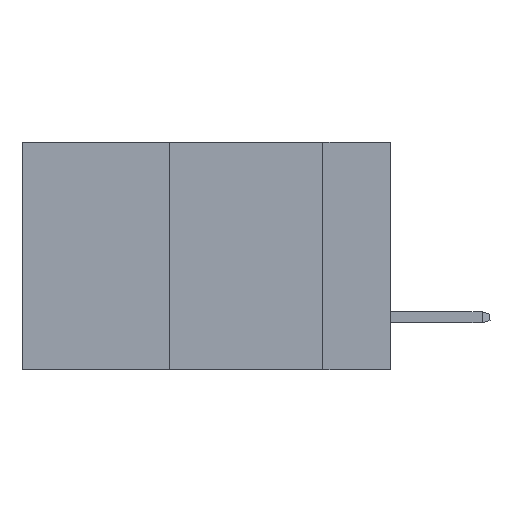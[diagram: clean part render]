
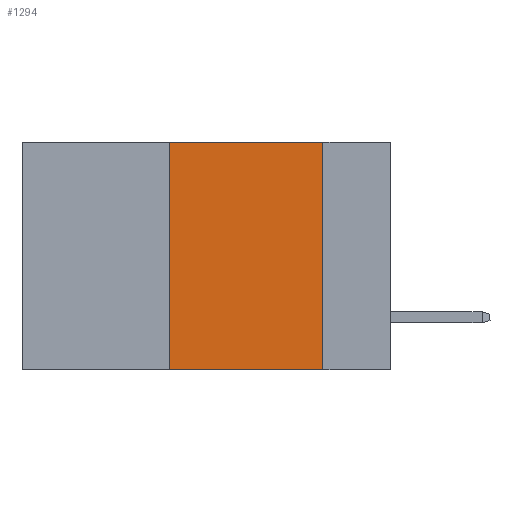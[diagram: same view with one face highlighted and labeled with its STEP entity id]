
A CAD part, left-side view. The second image highlights one B-rep face of the part: STEP entity #1294.
In plain terms, the highlighted planar face has unit normal (-1, 0, 0).
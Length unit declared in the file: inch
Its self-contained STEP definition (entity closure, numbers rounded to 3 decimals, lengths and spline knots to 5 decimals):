
#2 = ORIENTED_EDGE ( 'NONE', *, *, #2633, .F. ) ;
#918 = ORIENTED_EDGE ( 'NONE', *, *, #5414, .F. ) ;
#1138 = VERTEX_POINT ( 'NONE', #5098 ) ;
#1263 = EDGE_CURVE ( 'NONE', #11247, #11136, #9384, .T. ) ;
#1294 = ADVANCED_FACE ( 'NONE', ( #6762 ), #8528, .F. ) ;
#1686 = CARTESIAN_POINT ( 'NONE',  ( 0., 0.11, 0. ) ) ;
#1989 = EDGE_CURVE ( 'NONE', #11247, #11652, #9385, .T. ) ;
#2404 = ORIENTED_EDGE ( 'NONE', *, *, #1989, .F. ) ;
#2629 = ORIENTED_EDGE ( 'NONE', *, *, #1263, .T. ) ;
#2633 = EDGE_CURVE ( 'NONE', #1138, #11136, #6208, .T. ) ;
#2769 = AXIS2_PLACEMENT_3D ( 'NONE', #8640, #8462, #8248 ) ;
#3430 = CARTESIAN_POINT ( 'NONE',  ( 0., 0.36, -0.37 ) ) ;
#3434 = VECTOR ( 'NONE', #4513, 39.37008 ) ;
#4450 = CARTESIAN_POINT ( 'NONE',  ( 0., 0.6, 0. ) ) ;
#4485 = DIRECTION ( 'NONE',  ( 0., 0., 1. ) ) ;
#4513 = DIRECTION ( 'NONE',  ( 0., -1., 0. ) ) ;
#4577 = CARTESIAN_POINT ( 'NONE',  ( 0., 0.36, 0. ) ) ;
#5098 = CARTESIAN_POINT ( 'NONE',  ( 0., 0.11, 0. ) ) ;
#5262 = CARTESIAN_POINT ( 'NONE',  ( 0., 0.36, 0. ) ) ;
#5414 = EDGE_CURVE ( 'NONE', #11652, #1138, #10445, .T. ) ;
#5526 = DIRECTION ( 'NONE',  ( 0., 0., -1. ) ) ;
#6208 = LINE ( 'NONE', #1686, #10648 ) ;
#6762 = FACE_OUTER_BOUND ( 'NONE', #11485, .T. ) ;
#8248 = DIRECTION ( 'NONE',  ( 0., 0., -1. ) ) ;
#8462 = DIRECTION ( 'NONE',  ( 1., 0., 0. ) ) ;
#8528 = PLANE ( 'NONE',  #2769 ) ;
#8640 = CARTESIAN_POINT ( 'NONE',  ( 0., 0.6, 0. ) ) ;
#8817 = CARTESIAN_POINT ( 'NONE',  ( 0., 0.11, -0.37 ) ) ;
#9384 = LINE ( 'NONE', #10364, #9999 ) ;
#9385 = LINE ( 'NONE', #4577, #11409 ) ;
#9999 = VECTOR ( 'NONE', #10173, 39.37008 ) ;
#10173 = DIRECTION ( 'NONE',  ( 0., -1., 0. ) ) ;
#10364 = CARTESIAN_POINT ( 'NONE',  ( 0., 0.6, -0.37 ) ) ;
#10445 = LINE ( 'NONE', #4450, #3434 ) ;
#10648 = VECTOR ( 'NONE', #5526, 39.37008 ) ;
#11136 = VERTEX_POINT ( 'NONE', #8817 ) ;
#11247 = VERTEX_POINT ( 'NONE', #3430 ) ;
#11409 = VECTOR ( 'NONE', #4485, 39.37008 ) ;
#11485 = EDGE_LOOP ( 'NONE', ( #2, #918, #2404, #2629 ) ) ;
#11652 = VERTEX_POINT ( 'NONE', #5262 ) ;
